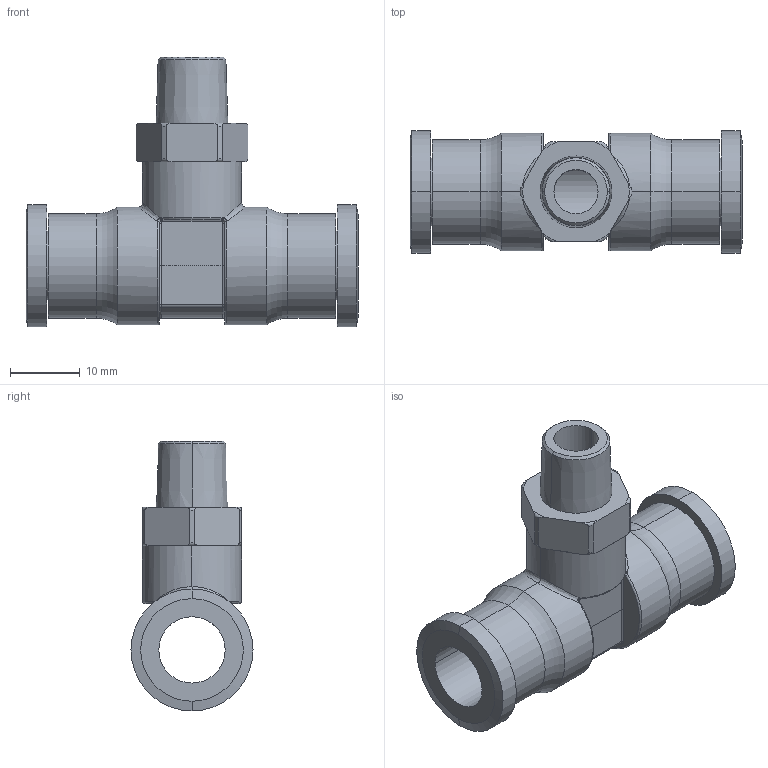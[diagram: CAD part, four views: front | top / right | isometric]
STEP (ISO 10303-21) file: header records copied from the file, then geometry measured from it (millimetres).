
FILE_DESCRIPTION((''),'2;1');
FILE_NAME('ILCP3013200','2006-11-22T',('KR'),(''),'PRO/ENGINEER BY PARAMETRIC TECHNOLOGY CORPORATION, 2005180','PRO/ENGINEER BY PARAMETRIC TECHNOLOGY CORPORATION, 2005180','');
FILE_SCHEMA(('AUTOMOTIVE_DESIGN_CC2 { 1 2 10303 214 -1 1 5 2 }'));
Length unit declared in the file: inch
Products named in the file (1): ILCP3013200
Bounding box: 47.68 x 17.53 x 38.76 mm (x, y, z)
Volume: 7746.5 mm3; surface area: 6211.9 mm2
Topology: 1 solids, 1 shells, 116 faces, 274 edges, 166 vertices
Faces by surface type: cylinder 41, torus 28, plane 21, bspline 18, cone 8
Entity records: 4379 total; most frequent: CARTESIAN_POINT 1664, ORIENTED_EDGE 548, DIRECTION 546, EDGE_CURVE 274, AXIS2_PLACEMENT_3D 234, VERTEX_POINT 166, CIRCLE 136, EDGE_LOOP 126
